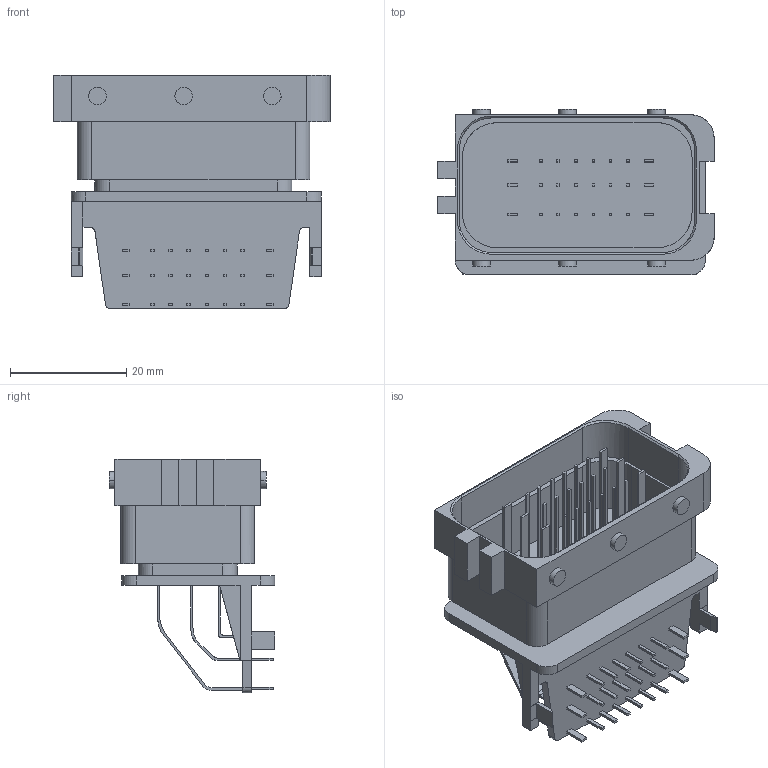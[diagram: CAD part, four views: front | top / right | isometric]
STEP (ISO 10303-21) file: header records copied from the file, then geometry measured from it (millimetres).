
FILE_DESCRIPTION(('CATIA V5 STEP Exchange'),'2;1');
FILE_NAME('Sicma HCCPHPE24BKA90F.stp','2018-03-29T11:51:15+00:00',('none'),('none'),'Version 5-6 Release 2013','CATIA V5 STEP AP203','none');
FILE_SCHEMA(('CONFIG_CONTROL_DESIGN'));
Length unit declared in the file: millimetre
Products named in the file (1): Part1
Bounding box: 47.5 x 28.48 x 40.15 mm (x, y, z)
Volume: 7498.8 mm3; surface area: 12450.8 mm2
Topology: 3 solids, 3 shells, 627 faces, 1709 edges, 1133 vertices
Faces by surface type: plane 505, bspline 122
Entity records: 19108 total; most frequent: CARTESIAN_POINT 5495, ORIENTED_EDGE 3418, DIRECTION 1735, EDGE_CURVE 1709, VECTOR 1341, LINE 1341, VERTEX_POINT 1133, EDGE_LOOP 686
